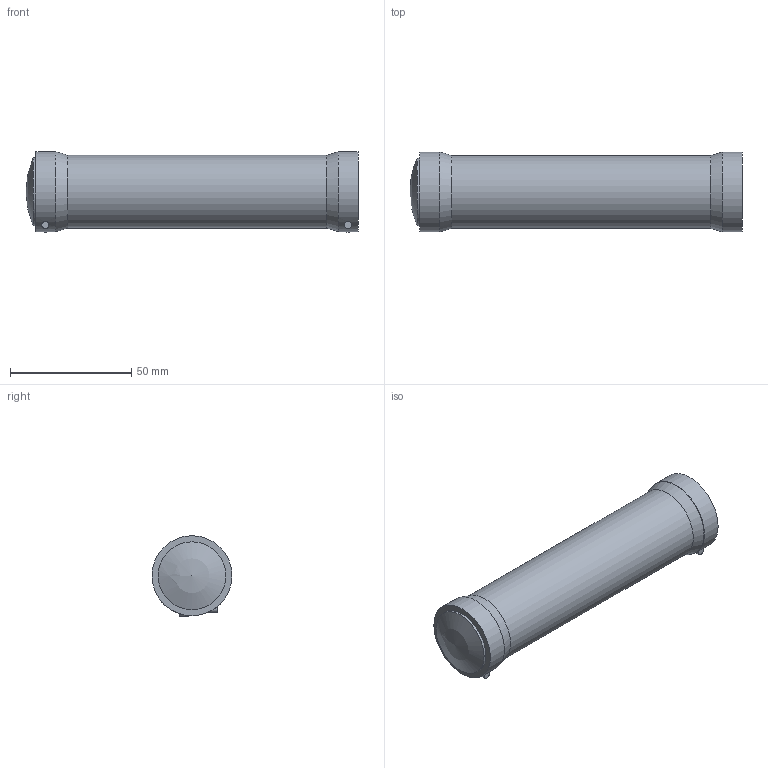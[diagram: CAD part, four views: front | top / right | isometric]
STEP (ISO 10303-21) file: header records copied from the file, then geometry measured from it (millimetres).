
FILE_DESCRIPTION(/* description */ (''),/* implementation_level */ '2;1');
FILE_NAME(/* name */ 'Grip Scott_v1.step',/* time_stamp */ '2025-03-29T15:26:22+01:00',/* author */ (''),/* organization */ (''),/* preprocessor_version */ 'ST-DEVELOPER v20.1',/* originating_system */ 'Autodesk Translation Framework v14.4.0.0',/* authorisation */ '');
FILE_SCHEMA (('AUTOMOTIVE_DESIGN { 1 0 10303 214 3 1 1 }'));
Length unit declared in the file: millimetre
Products named in the file (5): Grip Scott; Stoppel; Schrauben; Griff_Schwarz; Griff_rot
Assembly tree (4 placements, depth 2):
  Grip Scott
    Stoppel
    Schrauben
    Griff_Schwarz
    Griff_rot
Bounding box: 137.1 x 33 x 33.25 mm (x, y, z)
Volume: 54555.6 mm3; surface area: 31914 mm2
Topology: 8 solids, 8 shells, 75 faces, 135 edges, 88 vertices
Faces by surface type: plane 28, cylinder 26, torus 18, cone 2, sphere 1
Full cylindrical faces by diameter (mm): 3 x4, 6 x2, 7.8 x1, 10.7 x4, 17.15 x2, 20.15 x2, 21.5 x5, 28 x1, 30 x1, 33 x2
Entity records: 2212 total; most frequent: CARTESIAN_POINT 449, DIRECTION 398, ORIENTED_EDGE 268, AXIS2_PLACEMENT_3D 185, EDGE_CURVE 134, EDGE_LOOP 102, CIRCLE 100, VERTEX_POINT 88
